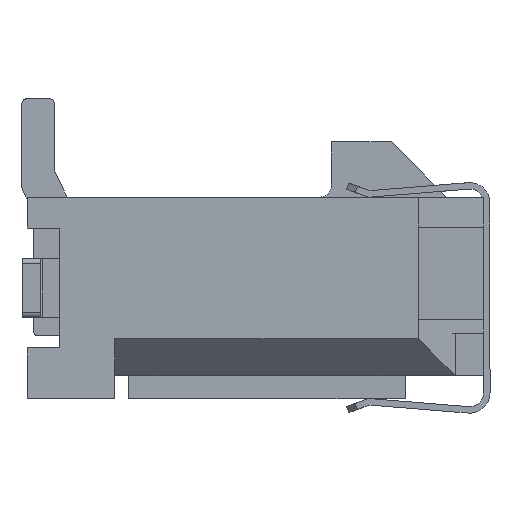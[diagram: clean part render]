
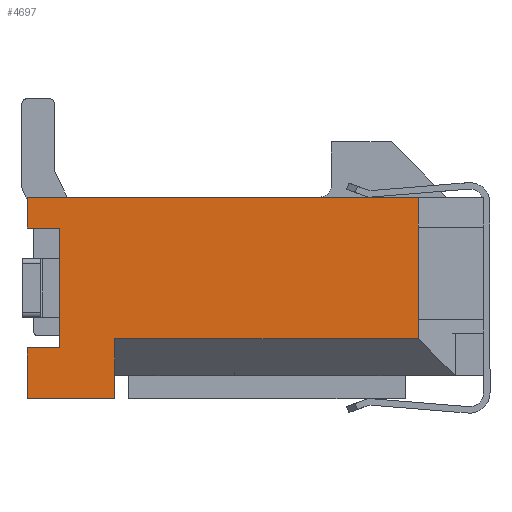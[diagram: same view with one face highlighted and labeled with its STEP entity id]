
A CAD part, left-side view. The second image highlights one B-rep face of the part: STEP entity #4697.
In plain terms, the highlighted planar face has unit normal (-1, 0, 0).
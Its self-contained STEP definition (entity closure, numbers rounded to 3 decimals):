
#519=ORIENTED_EDGE('',*,*,#1835,.T.);
#520=ORIENTED_EDGE('',*,*,#1836,.T.);
#521=ORIENTED_EDGE('',*,*,#1530,.F.);
#522=ORIENTED_EDGE('',*,*,#1837,.T.);
#523=ORIENTED_EDGE('',*,*,#1838,.F.);
#524=ORIENTED_EDGE('',*,*,#1839,.F.);
#525=ORIENTED_EDGE('',*,*,#1840,.F.);
#526=ORIENTED_EDGE('',*,*,#1621,.T.);
#527=ORIENTED_EDGE('',*,*,#1841,.T.);
#528=ORIENTED_EDGE('',*,*,#1842,.T.);
#529=ORIENTED_EDGE('',*,*,#1843,.T.);
#530=ORIENTED_EDGE('',*,*,#1844,.T.);
#1530=EDGE_CURVE('',#2219,#2220,#2669,.T.);
#1621=EDGE_CURVE('',#2308,#2307,#2760,.T.);
#1835=EDGE_CURVE('',#2463,#2464,#2974,.T.);
#1836=EDGE_CURVE('',#2464,#2220,#2975,.T.);
#1837=EDGE_CURVE('',#2219,#2465,#2976,.T.);
#1838=EDGE_CURVE('',#2466,#2465,#2977,.T.);
#1839=EDGE_CURVE('',#2467,#2466,#2978,.T.);
#1840=EDGE_CURVE('',#2308,#2467,#2979,.T.);
#1841=EDGE_CURVE('',#2307,#2468,#2980,.T.);
#1842=EDGE_CURVE('',#2468,#2469,#2981,.T.);
#1843=EDGE_CURVE('',#2469,#2470,#2982,.T.);
#1844=EDGE_CURVE('',#2470,#2463,#2983,.T.);
#2219=VERTEX_POINT('',#6515);
#2220=VERTEX_POINT('',#6517);
#2307=VERTEX_POINT('',#6708);
#2308=VERTEX_POINT('',#6710);
#2463=VERTEX_POINT('',#7121);
#2464=VERTEX_POINT('',#7122);
#2465=VERTEX_POINT('',#7125);
#2466=VERTEX_POINT('',#7127);
#2467=VERTEX_POINT('',#7129);
#2468=VERTEX_POINT('',#7132);
#2469=VERTEX_POINT('',#7134);
#2470=VERTEX_POINT('',#7136);
#2669=LINE('',#6516,#3304);
#2760=LINE('',#6709,#3395);
#2974=LINE('',#7120,#3609);
#2975=LINE('',#7123,#3610);
#2976=LINE('',#7124,#3611);
#2977=LINE('',#7126,#3612);
#2978=LINE('',#7128,#3613);
#2979=LINE('',#7130,#3614);
#2980=LINE('',#7131,#3615);
#2981=LINE('',#7133,#3616);
#2982=LINE('',#7135,#3617);
#2983=LINE('',#7137,#3618);
#3304=VECTOR('',#5259,1000.);
#3395=VECTOR('',#5378,1000.);
#3609=VECTOR('',#5676,1000.);
#3610=VECTOR('',#5677,1000.);
#3611=VECTOR('',#5678,1000.);
#3612=VECTOR('',#5679,1000.);
#3613=VECTOR('',#5680,1000.);
#3614=VECTOR('',#5681,1000.);
#3615=VECTOR('',#5682,1000.);
#3616=VECTOR('',#5683,1000.);
#3617=VECTOR('',#5684,1000.);
#3618=VECTOR('',#5685,1000.);
#3989=EDGE_LOOP('',(#519,#520,#521,#522,#523,#524,#525,#526,#527,#528,#529,
#530));
#4240=FACE_BOUND('',#3989,.T.);
#4482=PLANE('',#4989);
#4697=ADVANCED_FACE('',(#4240),#4482,.T.);
#4989=AXIS2_PLACEMENT_3D('',#7119,#5674,#5675);
#5259=DIRECTION('',(0.,0.,-1.));
#5378=DIRECTION('',(0.,1.,0.));
#5674=DIRECTION('',(-1.,0.,0.));
#5675=DIRECTION('',(0.,0.,1.));
#5676=DIRECTION('',(0.,0.,-1.));
#5677=DIRECTION('',(0.,-1.,0.));
#5678=DIRECTION('',(0.,-1.,0.));
#5679=DIRECTION('',(0.,0.,-1.));
#5680=DIRECTION('',(0.,0.,-1.));
#5681=DIRECTION('',(0.,0.,-1.));
#5682=DIRECTION('',(0.,0.,-1.));
#5683=DIRECTION('',(0.,-1.,0.));
#5684=DIRECTION('',(0.,0.,-1.));
#5685=DIRECTION('',(0.,1.,0.));
#6515=CARTESIAN_POINT('',(-6.325,3.05,-0.885));
#6516=CARTESIAN_POINT('',(-6.325,3.05,-1.685));
#6517=CARTESIAN_POINT('',(-6.325,3.05,-2.185));
#6708=CARTESIAN_POINT('',(-6.325,4.95,2.185));
#6709=CARTESIAN_POINT('',(-6.325,-4.95,2.185));
#6710=CARTESIAN_POINT('',(-6.325,-3.536,2.185));
#7119=CARTESIAN_POINT('',(-6.325,0.,0.));
#7120=CARTESIAN_POINT('',(-6.325,4.95,2.185));
#7121=CARTESIAN_POINT('',(-6.325,4.95,-1.085));
#7122=CARTESIAN_POINT('',(-6.325,4.95,-2.185));
#7123=CARTESIAN_POINT('',(-6.325,4.95,-2.185));
#7124=CARTESIAN_POINT('',(-6.325,0.,-0.885));
#7125=CARTESIAN_POINT('',(-6.325,-3.536,-0.885));
#7126=CARTESIAN_POINT('',(-6.325,-3.536,0.));
#7127=CARTESIAN_POINT('',(-6.325,-3.536,-0.465));
#7128=CARTESIAN_POINT('',(-6.325,-3.536,1.535));
#7129=CARTESIAN_POINT('',(-6.325,-3.536,1.535));
#7130=CARTESIAN_POINT('',(-6.325,-3.536,0.));
#7131=CARTESIAN_POINT('',(-6.325,4.95,2.185));
#7132=CARTESIAN_POINT('',(-6.325,4.95,1.515));
#7133=CARTESIAN_POINT('',(-6.325,0.,1.515));
#7134=CARTESIAN_POINT('',(-6.325,4.25,1.515));
#7135=CARTESIAN_POINT('',(-6.325,4.25,0.));
#7136=CARTESIAN_POINT('',(-6.325,4.25,-1.085));
#7137=CARTESIAN_POINT('',(-6.325,0.,-1.085));
